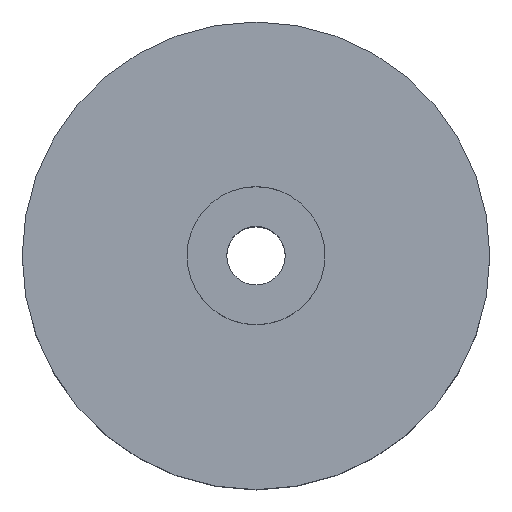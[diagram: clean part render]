
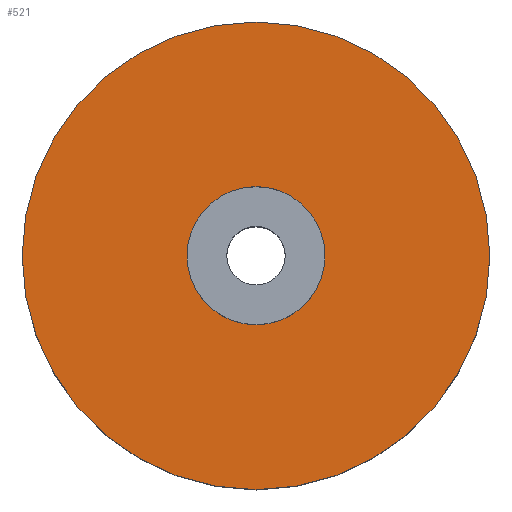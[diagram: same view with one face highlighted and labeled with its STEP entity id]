
A CAD part, top view. The second image highlights one B-rep face of the part: STEP entity #521.
In plain terms, the highlighted planar face has unit normal (0, 0, 1).
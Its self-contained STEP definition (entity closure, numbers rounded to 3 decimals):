
#36 = CARTESIAN_POINT ( 'NONE',  ( -20., 0., -6. ) ) ;
#43 = CARTESIAN_POINT ( 'NONE',  ( 0., 0., -6. ) ) ;
#49 = CARTESIAN_POINT ( 'NONE',  ( -5.9, 0., -6. ) ) ;
#60 = DIRECTION ( 'NONE',  ( 0., 0., -1. ) ) ;
#87 = CARTESIAN_POINT ( 'NONE',  ( 20., 0., -6. ) ) ;
#92 = CARTESIAN_POINT ( 'NONE',  ( 5.9, 0., -6. ) ) ;
#97 = DIRECTION ( 'NONE',  ( -1., 0., 0. ) ) ;
#110 = FACE_OUTER_BOUND ( 'NONE', #128, .T. ) ;
#111 = VERTEX_POINT ( 'NONE', #87 ) ;
#115 = VERTEX_POINT ( 'NONE', #92 ) ;
#121 = VERTEX_POINT ( 'NONE', #36 ) ;
#128 = EDGE_LOOP ( 'NONE', ( #204, #176 ) ) ;
#132 = EDGE_LOOP ( 'NONE', ( #188, #206 ) ) ;
#142 = VERTEX_POINT ( 'NONE', #49 ) ;
#176 = ORIENTED_EDGE ( 'NONE', *, *, #547, .F. ) ;
#188 = ORIENTED_EDGE ( 'NONE', *, *, #526, .F. ) ;
#204 = ORIENTED_EDGE ( 'NONE', *, *, #510, .F. ) ;
#206 = ORIENTED_EDGE ( 'NONE', *, *, #542, .F. ) ;
#229 = FACE_BOUND ( 'NONE', #132, .T. ) ;
#240 = CIRCLE ( 'NONE', #277, 5.9 ) ;
#249 = AXIS2_PLACEMENT_3D ( 'NONE', #458, #437, #470 ) ;
#253 = AXIS2_PLACEMENT_3D ( 'NONE', #339, #340, #341 ) ;
#256 = CIRCLE ( 'NONE', #258, 5.9 ) ;
#258 = AXIS2_PLACEMENT_3D ( 'NONE', #327, #328, #329 ) ;
#262 = AXIS2_PLACEMENT_3D ( 'NONE', #43, #60, #97 ) ;
#277 = AXIS2_PLACEMENT_3D ( 'NONE', #457, #460, #493 ) ;
#290 = CIRCLE ( 'NONE', #253, 20. ) ;
#298 = CIRCLE ( 'NONE', #262, 20. ) ;
#327 = CARTESIAN_POINT ( 'NONE',  ( 0., 0., -6. ) ) ;
#328 = DIRECTION ( 'NONE',  ( 0., 0., 1. ) ) ;
#329 = DIRECTION ( 'NONE',  ( -1., 0., 0. ) ) ;
#339 = CARTESIAN_POINT ( 'NONE',  ( 0., 0., -6. ) ) ;
#340 = DIRECTION ( 'NONE',  ( 0., 0., -1. ) ) ;
#341 = DIRECTION ( 'NONE',  ( -1., 0., 0. ) ) ;
#437 = DIRECTION ( 'NONE',  ( 0., 0., -1. ) ) ;
#457 = CARTESIAN_POINT ( 'NONE',  ( 0., 0., -6. ) ) ;
#458 = CARTESIAN_POINT ( 'NONE',  ( 0., 0., -6. ) ) ;
#460 = DIRECTION ( 'NONE',  ( 0., 0., 1. ) ) ;
#465 = PLANE ( 'NONE',  #249 ) ;
#470 = DIRECTION ( 'NONE',  ( -1., 0., 0. ) ) ;
#493 = DIRECTION ( 'NONE',  ( -1., 0., 0. ) ) ;
#510 = EDGE_CURVE ( 'NONE', #111, #121, #298, .T. ) ;
#521 = ADVANCED_FACE ( 'NONE', ( #229, #110 ), #465, .F. ) ;
#526 = EDGE_CURVE ( 'NONE', #115, #142, #240, .T. ) ;
#542 = EDGE_CURVE ( 'NONE', #142, #115, #256, .T. ) ;
#547 = EDGE_CURVE ( 'NONE', #121, #111, #290, .T. ) ;
